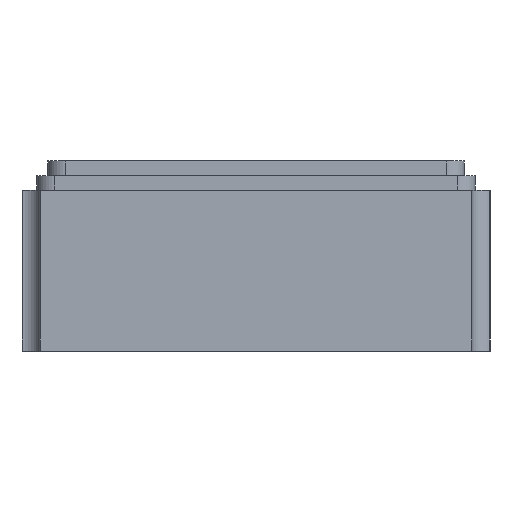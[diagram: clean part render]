
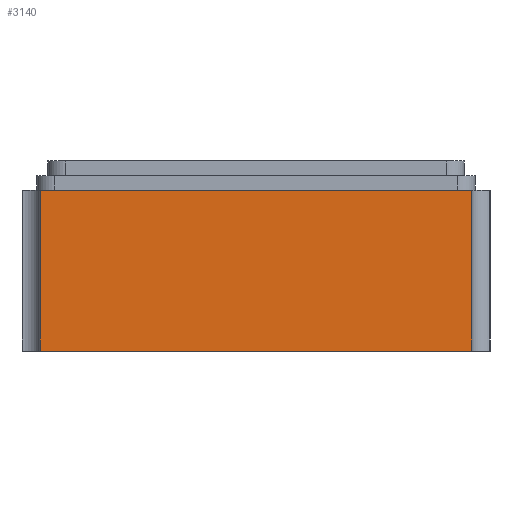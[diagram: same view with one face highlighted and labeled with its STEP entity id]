
A CAD part, left-side view. The second image highlights one B-rep face of the part: STEP entity #3140.
In plain terms, the highlighted planar face has unit normal (-1, 0, 0).
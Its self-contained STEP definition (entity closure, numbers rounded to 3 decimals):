
#311 = LINE ( 'NONE', #312, #1608 ) ;
#312 = CARTESIAN_POINT ( 'NONE',  ( -2.5, -1.475, 0.55 ) ) ;
#313 = DIRECTION ( 'NONE',  ( 0., 0., -1. ) ) ;
#602 = FACE_OUTER_BOUND ( 'NONE', #6663, .T. ) ;
#603 = AXIS2_PLACEMENT_3D ( 'NONE', #1766, #1767, #1768 ) ;
#790 = EDGE_CURVE ( 'NONE', #3519, #2162, #6764, .T. ) ;
#802 = EDGE_CURVE ( 'NONE', #2221, #2278, #6800, .T. ) ;
#853 = EDGE_CURVE ( 'NONE', #3519, #2221, #1371, .T. ) ;
#954 = VECTOR ( 'NONE', #1373, 1000. ) ;
#1077 = VECTOR ( 'NONE', #6766, 1000. ) ;
#1371 = LINE ( 'NONE', #1372, #954 ) ;
#1372 = CARTESIAN_POINT ( 'NONE',  ( -2.5, 1.475, 0.55 ) ) ;
#1373 = DIRECTION ( 'NONE',  ( 0., 0., -1. ) ) ;
#1608 = VECTOR ( 'NONE', #313, 1000. ) ;
#1756 = PLANE ( 'NONE',  #603 ) ;
#1766 = CARTESIAN_POINT ( 'NONE',  ( -2.5, 1.475, 0.55 ) ) ;
#1767 = DIRECTION ( 'NONE',  ( 1., 0., 0. ) ) ;
#1768 = DIRECTION ( 'NONE',  ( 0., 1., 0. ) ) ;
#2162 = VERTEX_POINT ( 'NONE', #4571 ) ;
#2221 = VERTEX_POINT ( 'NONE', #5859 ) ;
#2278 = VERTEX_POINT ( 'NONE', #5913 ) ;
#2416 = ORIENTED_EDGE ( 'NONE', *, *, #790, .F. ) ;
#2942 = EDGE_CURVE ( 'NONE', #2162, #2278, #311, .T. ) ;
#3140 = ADVANCED_FACE ( 'NONE', ( #602 ), #1756, .F. ) ;
#3448 = VECTOR ( 'NONE', #6802, 1000. ) ;
#3519 = VERTEX_POINT ( 'NONE', #4006 ) ;
#4006 = CARTESIAN_POINT ( 'NONE',  ( -2.5, 1.475, 0.55 ) ) ;
#4571 = CARTESIAN_POINT ( 'NONE',  ( -2.5, -1.475, 0.55 ) ) ;
#5158 = ORIENTED_EDGE ( 'NONE', *, *, #853, .T. ) ;
#5859 = CARTESIAN_POINT ( 'NONE',  ( -2.5, 1.475, -0.55 ) ) ;
#5913 = CARTESIAN_POINT ( 'NONE',  ( -2.5, -1.475, -0.55 ) ) ;
#6663 = EDGE_LOOP ( 'NONE', ( #8108, #8100, #2416, #5158 ) ) ;
#6764 = LINE ( 'NONE', #6765, #1077 ) ;
#6765 = CARTESIAN_POINT ( 'NONE',  ( -2.5, 1.475, 0.55 ) ) ;
#6766 = DIRECTION ( 'NONE',  ( 0., -1., 0. ) ) ;
#6800 = LINE ( 'NONE', #6801, #3448 ) ;
#6801 = CARTESIAN_POINT ( 'NONE',  ( -2.5, 1.475, -0.55 ) ) ;
#6802 = DIRECTION ( 'NONE',  ( 0., -1., 0. ) ) ;
#8100 = ORIENTED_EDGE ( 'NONE', *, *, #2942, .F. ) ;
#8108 = ORIENTED_EDGE ( 'NONE', *, *, #802, .T. ) ;
